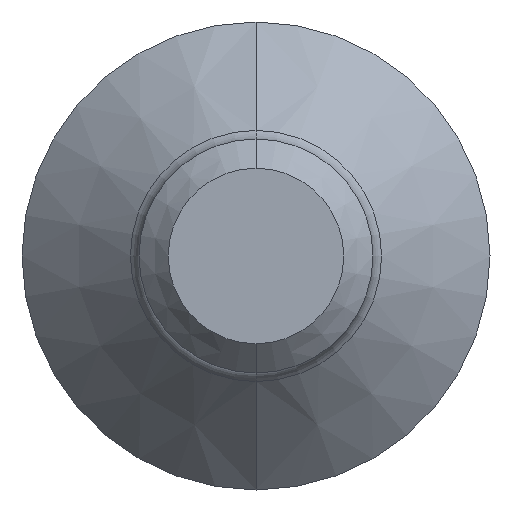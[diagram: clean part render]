
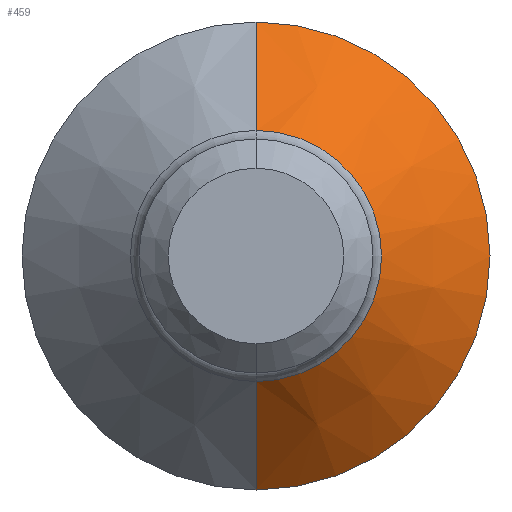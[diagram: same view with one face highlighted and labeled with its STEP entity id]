
A CAD part, front view. The second image highlights one B-rep face of the part: STEP entity #459.
In plain terms, the highlighted conical face has half-angle 45 degrees and reference radius 4 mm.
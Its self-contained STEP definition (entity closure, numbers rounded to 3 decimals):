
#17 = CIRCLE ( 'NONE', #224, 4. ) ;
#30 = VERTEX_POINT ( 'NONE', #298 ) ;
#39 = VERTEX_POINT ( 'NONE', #258 ) ;
#63 = DIRECTION ( 'NONE',  ( 0., 0.707, -0.707 ) ) ;
#66 = CARTESIAN_POINT ( 'NONE',  ( 0., -0.5, 0. ) ) ;
#75 = CIRCLE ( 'NONE', #115, 2.146 ) ;
#99 = LINE ( 'NONE', #380, #259 ) ;
#101 = DIRECTION ( 'NONE',  ( 0., 0., 1. ) ) ;
#102 = EDGE_CURVE ( 'NONE', #170, #30, #99, .T. ) ;
#115 = AXIS2_PLACEMENT_3D ( 'NONE', #232, #400, #101 ) ;
#117 = CONICAL_SURFACE ( 'NONE', #202, 4., 0.785 ) ;
#135 = FACE_OUTER_BOUND ( 'NONE', #166, .T. ) ;
#140 = CARTESIAN_POINT ( 'NONE',  ( 0., -2.354, 2.146 ) ) ;
#146 = ORIENTED_EDGE ( 'NONE', *, *, #102, .F. ) ;
#154 = ORIENTED_EDGE ( 'NONE', *, *, #302, .T. ) ;
#159 = ORIENTED_EDGE ( 'NONE', *, *, #242, .F. ) ;
#166 = EDGE_LOOP ( 'NONE', ( #488, #154, #159, #146 ) ) ;
#170 = VERTEX_POINT ( 'NONE', #140 ) ;
#187 = LINE ( 'NONE', #271, #481 ) ;
#193 = DIRECTION ( 'NONE',  ( 0., 0., 1. ) ) ;
#202 = AXIS2_PLACEMENT_3D ( 'NONE', #333, #291, #297 ) ;
#221 = DIRECTION ( 'NONE',  ( 0., 0.707, 0.707 ) ) ;
#224 = AXIS2_PLACEMENT_3D ( 'NONE', #66, #394, #193 ) ;
#232 = CARTESIAN_POINT ( 'NONE',  ( 0., -2.354, 0. ) ) ;
#242 = EDGE_CURVE ( 'NONE', #30, #39, #17, .T. ) ;
#255 = EDGE_CURVE ( 'NONE', #170, #387, #75, .T. ) ;
#258 = CARTESIAN_POINT ( 'NONE',  ( 0., -0.5, -4. ) ) ;
#259 = VECTOR ( 'NONE', #221, 1000. ) ;
#271 = CARTESIAN_POINT ( 'NONE',  ( 0., -0.5, -4. ) ) ;
#291 = DIRECTION ( 'NONE',  ( 0., 1., 0. ) ) ;
#297 = DIRECTION ( 'NONE',  ( 0., 0., 1. ) ) ;
#298 = CARTESIAN_POINT ( 'NONE',  ( 0., -0.5, 4. ) ) ;
#302 = EDGE_CURVE ( 'NONE', #387, #39, #187, .T. ) ;
#333 = CARTESIAN_POINT ( 'NONE',  ( 0., -0.5, 0. ) ) ;
#365 = CARTESIAN_POINT ( 'NONE',  ( 0., -2.354, -2.146 ) ) ;
#380 = CARTESIAN_POINT ( 'NONE',  ( 0., -0.5, 4. ) ) ;
#387 = VERTEX_POINT ( 'NONE', #365 ) ;
#394 = DIRECTION ( 'NONE',  ( 0., 1., 0. ) ) ;
#400 = DIRECTION ( 'NONE',  ( 0., 1., 0. ) ) ;
#459 = ADVANCED_FACE ( 'NONE', ( #135 ), #117, .T. ) ;
#481 = VECTOR ( 'NONE', #63, 1000. ) ;
#488 = ORIENTED_EDGE ( 'NONE', *, *, #255, .T. ) ;
